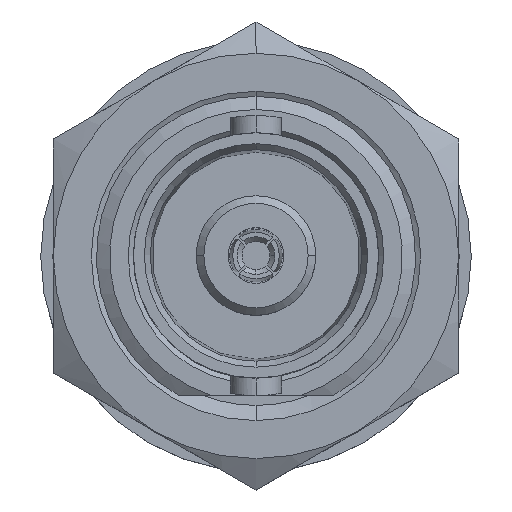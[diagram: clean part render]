
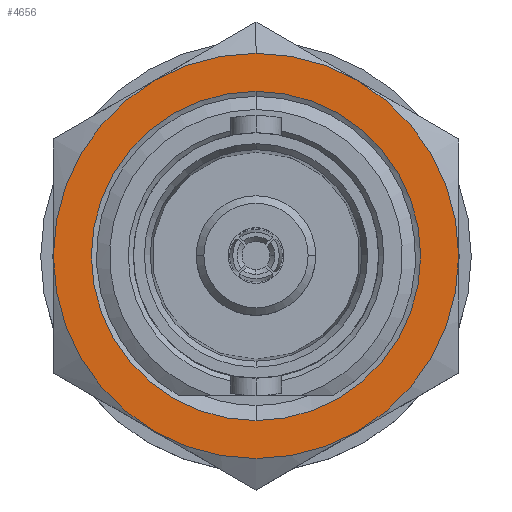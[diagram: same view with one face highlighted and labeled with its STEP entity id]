
A CAD part, top view. The second image highlights one B-rep face of the part: STEP entity #4656.
In plain terms, the highlighted planar face has unit normal (0, 0, 1).
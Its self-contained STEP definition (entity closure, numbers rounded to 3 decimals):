
#96 = EDGE_LOOP ( 'NONE', ( #5012, #5014 ) ) ;
#106 = EDGE_LOOP ( 'NONE', ( #5015, #5016, #5017, #5013, #5018, #5019, #5020 ) ) ;
#262 = EDGE_CURVE ( 'NONE', #12830, #13237, #11925, .T. ) ;
#448 = EDGE_CURVE ( 'NONE', #13237, #12830, #12069, .T. ) ;
#467 = EDGE_CURVE ( 'NONE', #13239, #10788, #11897, .T. ) ;
#468 = EDGE_CURVE ( 'NONE', #10681, #12913, #11900, .T. ) ;
#470 = EDGE_CURVE ( 'NONE', #10779, #10681, #11851, .T. ) ;
#473 = EDGE_CURVE ( 'NONE', #10783, #10779, #11705, .T. ) ;
#476 = EDGE_CURVE ( 'NONE', #10686, #10783, #12166, .T. ) ;
#482 = EDGE_CURVE ( 'NONE', #10788, #10686, #12205, .T. ) ;
#1632 = CARTESIAN_POINT ( 'NONE',  ( 0., 0., -12. ) ) ;
#1634 = DIRECTION ( 'NONE',  ( 0., 0., 1. ) ) ;
#1635 = DIRECTION ( 'NONE',  ( 0., -1., 0. ) ) ;
#1805 = CARTESIAN_POINT ( 'NONE',  ( 0., 0., -12. ) ) ;
#1806 = DIRECTION ( 'NONE',  ( 0., 0., 1. ) ) ;
#1808 = DIRECTION ( 'NONE',  ( 0., -1., 0. ) ) ;
#1810 = CARTESIAN_POINT ( 'NONE',  ( 0., 0., -12. ) ) ;
#1812 = DIRECTION ( 'NONE',  ( 0., 0., 1. ) ) ;
#1814 = DIRECTION ( 'NONE',  ( 0., -1., 0. ) ) ;
#1957 = CARTESIAN_POINT ( 'NONE',  ( 0., 0., -12. ) ) ;
#1958 = DIRECTION ( 'NONE',  ( 0., 0., 1. ) ) ;
#1959 = DIRECTION ( 'NONE',  ( 0., -1., 0. ) ) ;
#3892 = AXIS2_PLACEMENT_3D ( 'NONE', #8849, #8850, #8851 ) ;
#3983 = EDGE_CURVE ( 'NONE', #12913, #13239, #12060, .T. ) ;
#4656 = ADVANCED_FACE ( 'NONE', ( #8945, #8946 ), #8848, .F. ) ;
#4859 = DIRECTION ( 'NONE',  ( 0., -1., 0. ) ) ;
#4860 = DIRECTION ( 'NONE',  ( 0., 0., 1. ) ) ;
#4862 = CARTESIAN_POINT ( 'NONE',  ( 0., 0., -12. ) ) ;
#5012 = ORIENTED_EDGE ( 'NONE', *, *, #448, .F. ) ;
#5013 = ORIENTED_EDGE ( 'NONE', *, *, #3983, .T. ) ;
#5014 = ORIENTED_EDGE ( 'NONE', *, *, #262, .F. ) ;
#5015 = ORIENTED_EDGE ( 'NONE', *, *, #473, .T. ) ;
#5016 = ORIENTED_EDGE ( 'NONE', *, *, #470, .T. ) ;
#5017 = ORIENTED_EDGE ( 'NONE', *, *, #468, .T. ) ;
#5018 = ORIENTED_EDGE ( 'NONE', *, *, #467, .T. ) ;
#5019 = ORIENTED_EDGE ( 'NONE', *, *, #482, .T. ) ;
#5020 = ORIENTED_EDGE ( 'NONE', *, *, #476, .T. ) ;
#8848 = PLANE ( 'NONE',  #3892 ) ;
#8849 = CARTESIAN_POINT ( 'NONE',  ( 0., 8., -12. ) ) ;
#8850 = DIRECTION ( 'NONE',  ( 0., 0., -1. ) ) ;
#8851 = DIRECTION ( 'NONE',  ( 0., 1., 0. ) ) ;
#8945 = FACE_BOUND ( 'NONE', #96, .T. ) ;
#8946 = FACE_OUTER_BOUND ( 'NONE', #106, .T. ) ;
#9589 = CARTESIAN_POINT ( 'NONE',  ( 4., 6.928, -12. ) ) ;
#9592 = CARTESIAN_POINT ( 'NONE',  ( -4., -6.928, -12. ) ) ;
#9596 = CARTESIAN_POINT ( 'NONE',  ( 8., 0., -12. ) ) ;
#9597 = CARTESIAN_POINT ( 'NONE',  ( 4., -6.928, -12. ) ) ;
#9601 = CARTESIAN_POINT ( 'NONE',  ( -8., 0., -12. ) ) ;
#10140 = CARTESIAN_POINT ( 'NONE',  ( 0., 6.5, -12. ) ) ;
#10223 = CARTESIAN_POINT ( 'NONE',  ( 0., 8., -12. ) ) ;
#10272 = CARTESIAN_POINT ( 'NONE',  ( 0., -6.5, -12. ) ) ;
#10274 = CARTESIAN_POINT ( 'NONE',  ( -4., 6.928, -12. ) ) ;
#10681 = VERTEX_POINT ( 'NONE', #9589 ) ;
#10686 = VERTEX_POINT ( 'NONE', #9592 ) ;
#10779 = VERTEX_POINT ( 'NONE', #9596 ) ;
#10783 = VERTEX_POINT ( 'NONE', #9597 ) ;
#10788 = VERTEX_POINT ( 'NONE', #9601 ) ;
#11705 = CIRCLE ( 'NONE', #11926, 8. ) ;
#11727 = AXIS2_PLACEMENT_3D ( 'NONE', #14677, #14678, #14679 ) ;
#11851 = CIRCLE ( 'NONE', #11975, 8. ) ;
#11856 = AXIS2_PLACEMENT_3D ( 'NONE', #1810, #1812, #1814 ) ;
#11897 = CIRCLE ( 'NONE', #12124, 8. ) ;
#11900 = CIRCLE ( 'NONE', #11856, 8. ) ;
#11923 = AXIS2_PLACEMENT_3D ( 'NONE', #4862, #4860, #4859 ) ;
#11925 = CIRCLE ( 'NONE', #11923, 6.5 ) ;
#11926 = AXIS2_PLACEMENT_3D ( 'NONE', #14626, #14627, #14628 ) ;
#11975 = AXIS2_PLACEMENT_3D ( 'NONE', #14611, #14612, #14613 ) ;
#12039 = AXIS2_PLACEMENT_3D ( 'NONE', #1632, #1634, #1635 ) ;
#12060 = CIRCLE ( 'NONE', #12066, 8. ) ;
#12066 = AXIS2_PLACEMENT_3D ( 'NONE', #1957, #1958, #1959 ) ;
#12069 = CIRCLE ( 'NONE', #12039, 6.5 ) ;
#12124 = AXIS2_PLACEMENT_3D ( 'NONE', #1805, #1806, #1808 ) ;
#12127 = AXIS2_PLACEMENT_3D ( 'NONE', #14643, #14644, #14645 ) ;
#12166 = CIRCLE ( 'NONE', #12127, 8. ) ;
#12205 = CIRCLE ( 'NONE', #11727, 8. ) ;
#12830 = VERTEX_POINT ( 'NONE', #10140 ) ;
#12913 = VERTEX_POINT ( 'NONE', #10223 ) ;
#13237 = VERTEX_POINT ( 'NONE', #10272 ) ;
#13239 = VERTEX_POINT ( 'NONE', #10274 ) ;
#14611 = CARTESIAN_POINT ( 'NONE',  ( 0., 0., -12. ) ) ;
#14612 = DIRECTION ( 'NONE',  ( 0., 0., 1. ) ) ;
#14613 = DIRECTION ( 'NONE',  ( 0., -1., 0. ) ) ;
#14626 = CARTESIAN_POINT ( 'NONE',  ( 0., 0., -12. ) ) ;
#14627 = DIRECTION ( 'NONE',  ( 0., 0., 1. ) ) ;
#14628 = DIRECTION ( 'NONE',  ( 0., -1., 0. ) ) ;
#14643 = CARTESIAN_POINT ( 'NONE',  ( 0., 0., -12. ) ) ;
#14644 = DIRECTION ( 'NONE',  ( 0., 0., 1. ) ) ;
#14645 = DIRECTION ( 'NONE',  ( 0., -1., 0. ) ) ;
#14677 = CARTESIAN_POINT ( 'NONE',  ( 0., 0., -12. ) ) ;
#14678 = DIRECTION ( 'NONE',  ( 0., 0., 1. ) ) ;
#14679 = DIRECTION ( 'NONE',  ( 0., -1., 0. ) ) ;
